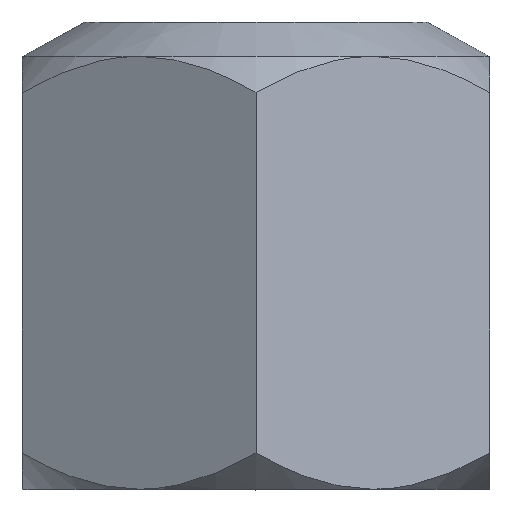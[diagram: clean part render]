
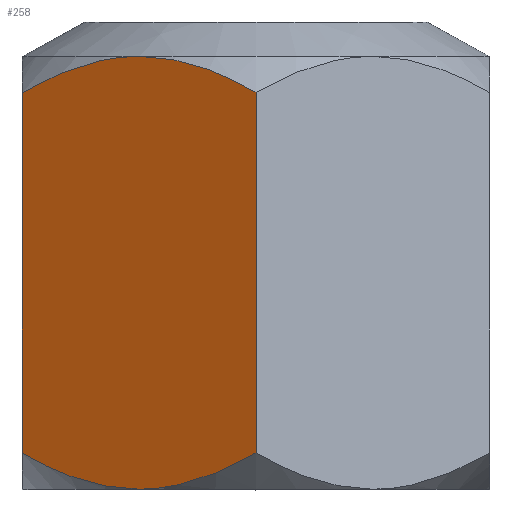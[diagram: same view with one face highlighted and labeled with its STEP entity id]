
A CAD part, top view. The second image highlights one B-rep face of the part: STEP entity #258.
In plain terms, the highlighted planar face has unit normal (-0.5, 0, 0.866).
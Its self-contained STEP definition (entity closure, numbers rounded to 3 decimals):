
#150 = EDGE_CURVE( '', #194, #316, #407, .T. );
#164 = VERTEX_POINT( '', #421 );
#194 = VERTEX_POINT( '', #453 );
#230 = VERTEX_POINT( '', #494 );
#234 = EDGE_CURVE( '', #358, #230, #498, .T. );
#240 = VERTEX_POINT( '', #504 );
#258 = ADVANCED_FACE( '', ( #524 ), #525, .F. );
#266 = EDGE_CURVE( '', #194, #230, #534, .T. );
#300 = EDGE_CURVE( '', #240, #164, #576, .T. );
#316 = VERTEX_POINT( '', #593 );
#318 = EDGE_CURVE( '', #316, #240, #595, .T. );
#358 = VERTEX_POINT( '', #640 );
#360 = EDGE_CURVE( '', #164, #358, #642, .T. );
#407 = ( B_SPLINE_CURVE( 2, ( #695, #696, #697 ), .UNSPECIFIED., .F., .F. )B_SPLINE_CURVE_WITH_KNOTS( ( 3, 3 ), ( 16.398, 28.725 ), .UNSPECIFIED. )RATIONAL_B_SPLINE_CURVE( ( 1.103, 1.09, 1. ) )BOUNDED_CURVE(  )REPRESENTATION_ITEM( '' )GEOMETRIC_REPRESENTATION_ITEM(  )CURVE(  ) );
#421 = CARTESIAN_POINT( '', ( -15., 25.472, 8.66 ) );
#453 = CARTESIAN_POINT( '', ( 0., 2.321, 17.321 ) );
#494 = CARTESIAN_POINT( '', ( 0., 25.472, 17.321 ) );
#498 = ( B_SPLINE_CURVE( 2, ( #883, #884, #885 ), .UNSPECIFIED., .F., .F. )B_SPLINE_CURVE_WITH_KNOTS( ( 3, 3 ), ( 28.725, 41.051 ), .UNSPECIFIED. )RATIONAL_B_SPLINE_CURVE( ( 1., 1.09, 1.103 ) )BOUNDED_CURVE(  )REPRESENTATION_ITEM( '' )GEOMETRIC_REPRESENTATION_ITEM(  )CURVE(  ) );
#504 = CARTESIAN_POINT( '', ( -15., 2.321, 8.66 ) );
#524 = FACE_OUTER_BOUND( '', #950, .T. );
#525 = PLANE( '', #951 );
#534 = LINE( '', #964, #965 );
#576 = LINE( '', #1023, #1024 );
#593 = CARTESIAN_POINT( '', ( -7.5, 0., 12.99 ) );
#595 = ( B_SPLINE_CURVE( 2, ( #1047, #1048, #1049 ), .UNSPECIFIED., .F., .F. )B_SPLINE_CURVE_WITH_KNOTS( ( 3, 3 ), ( 28.725, 41.051 ), .UNSPECIFIED. )RATIONAL_B_SPLINE_CURVE( ( 1., 1.09, 1.103 ) )BOUNDED_CURVE(  )REPRESENTATION_ITEM( '' )GEOMETRIC_REPRESENTATION_ITEM(  )CURVE(  ) );
#640 = CARTESIAN_POINT( '', ( -7.5, 27.792, 12.99 ) );
#642 = ( B_SPLINE_CURVE( 2, ( #1182, #1183, #1184 ), .UNSPECIFIED., .F., .F. )B_SPLINE_CURVE_WITH_KNOTS( ( 3, 3 ), ( 16.398, 28.725 ), .UNSPECIFIED. )RATIONAL_B_SPLINE_CURVE( ( 1.103, 1.09, 1. ) )BOUNDED_CURVE(  )REPRESENTATION_ITEM( '' )GEOMETRIC_REPRESENTATION_ITEM(  )CURVE(  ) );
#695 = CARTESIAN_POINT( '', ( 0., 2.321, 17.321 ) );
#696 = CARTESIAN_POINT( '', ( -4.019, 0., 15. ) );
#697 = CARTESIAN_POINT( '', ( -7.5, 0., 12.99 ) );
#883 = CARTESIAN_POINT( '', ( -7.5, 27.792, 12.99 ) );
#884 = CARTESIAN_POINT( '', ( -4.019, 27.792, 15. ) );
#885 = CARTESIAN_POINT( '', ( 0., 25.472, 17.321 ) );
#950 = EDGE_LOOP( '', ( #1348, #1349, #1350, #1351, #1352, #1353 ) );
#951 = AXIS2_PLACEMENT_3D( '', #1354, #1355, #1356 );
#964 = CARTESIAN_POINT( '', ( 0., 0., 17.321 ) );
#965 = VECTOR( '', #1369, 1. );
#1023 = CARTESIAN_POINT( '', ( -15., 0., 8.66 ) );
#1024 = VECTOR( '', #1434, 1. );
#1047 = CARTESIAN_POINT( '', ( -7.5, 0., 12.99 ) );
#1048 = CARTESIAN_POINT( '', ( -10.981, 0., 10.981 ) );
#1049 = CARTESIAN_POINT( '', ( -15., 2.321, 8.66 ) );
#1182 = CARTESIAN_POINT( '', ( -15., 25.472, 8.66 ) );
#1183 = CARTESIAN_POINT( '', ( -10.981, 27.792, 10.981 ) );
#1184 = CARTESIAN_POINT( '', ( -7.5, 27.792, 12.99 ) );
#1348 = ORIENTED_EDGE( '', *, *, #234, .F. );
#1349 = ORIENTED_EDGE( '', *, *, #360, .F. );
#1350 = ORIENTED_EDGE( '', *, *, #300, .F. );
#1351 = ORIENTED_EDGE( '', *, *, #318, .F. );
#1352 = ORIENTED_EDGE( '', *, *, #150, .F. );
#1353 = ORIENTED_EDGE( '', *, *, #266, .T. );
#1354 = CARTESIAN_POINT( '', ( -15., 0., 8.66 ) );
#1355 = DIRECTION( '', ( 0.5, 0., -0.866 ) );
#1356 = DIRECTION( '', ( -0.866, 0., -0.5 ) );
#1369 = DIRECTION( '', ( 0., 1., 0. ) );
#1434 = DIRECTION( '', ( 0., 1., 0. ) );
